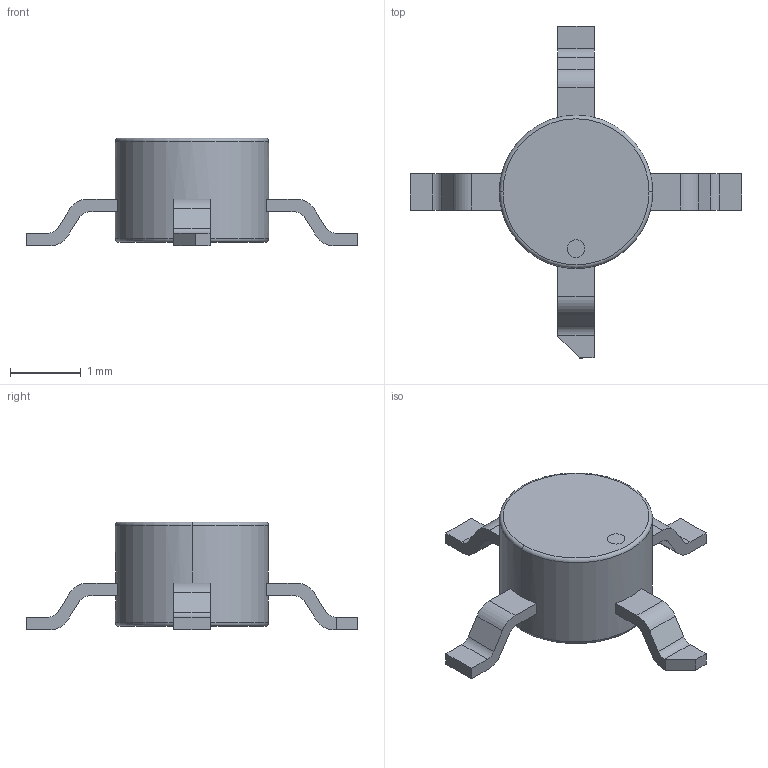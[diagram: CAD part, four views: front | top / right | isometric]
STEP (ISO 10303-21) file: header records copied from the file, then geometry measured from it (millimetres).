
FILE_DESCRIPTION (( 'STEP AP214' ), '1' );
FILE_NAME ('MAR-7SM+.STEP', '2023-09-13T13:52:59', ( '' ), ( '' ), 'SwSTEP 2.0', 'SolidWorks 2022', '' );
FILE_SCHEMA (( 'AUTOMOTIVE_DESIGN' ));
Length unit declared in the file: millimetre
Products named in the file (1): MAR-7SM+
Bounding box: 4.68 x 4.68 x 1.52 mm (x, y, z)
Volume: 5.9 mm3; surface area: 25.2 mm2
Topology: 1 solids, 1 shells, 62 faces, 169 edges, 112 vertices
Faces by surface type: plane 40, cylinder 18, torus 4
Entity records: 2703 total; most frequent: CARTESIAN_POINT 362, DIRECTION 349, ORIENTED_EDGE 338, EDGE_CURVE 169, AXIS2_PLACEMENT_3D 119, VERTEX_POINT 112, VECTOR 111, LINE 111
